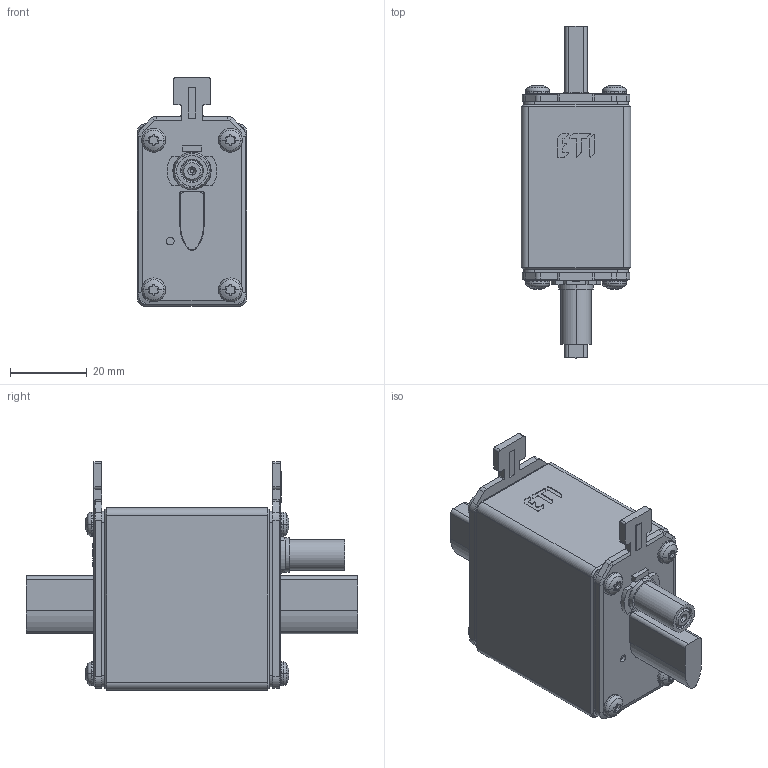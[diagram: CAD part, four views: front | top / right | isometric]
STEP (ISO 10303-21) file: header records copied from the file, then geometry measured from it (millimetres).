
FILE_DESCRIPTION((''),'2;1');
FILE_NAME('004110101_ASM','2022-08-09T13:01:04',('said.beganovic'),('Audax d.o.o.'),'CREO PARAMETRIC BY PTC INC, 2021304','CREO PARAMETRIC BY PTC INC, 2021304','');
FILE_SCHEMA(('AUTOMOTIVE_DESIGN { 1 0 10303 214 1 1 1 1 }'));
Length unit declared in the file: millimetre
Products named in the file (15): 0000029255; 0000022536; 0000024760; 0000011402; 0000024340; 0000024239; 0000024819_ASM; 0000024321; 0000024799_ASM; 0000031297; 0000024921; 0000024901; 0000024859; 0000011599; 004110101_ASM
Assembly tree (23 placements, depth 3):
  004110101_ASM
    0000029255
    0000022536  x2
    0000024760
    0000011402
    0000024819_ASM
      0000024340
      0000024239
    0000024799_ASM
      0000024321
      0000024239
    0000031297  x8
    0000024921
    0000024901
    0000024859
    0000011599
Bounding box: 28.5 x 86.5 x 59.5 mm (x, y, z)
Volume: 72714.9 mm3; surface area: 28923.5 mm2
Topology: 21 solids, 37 shells, 1268 faces, 3140 edges, 1938 vertices
Faces by surface type: cylinder 562, plane 558, cone 60, torus 54, bspline 18, sphere 16
Entity records: 33052 total; most frequent: CARTESIAN_POINT 3822, DIRECTION 3518, ORIENTED_EDGE 3144, PRESENTATION_STYLE_ASSIGNMENT 2247, STYLED_ITEM 2196, CURVE_STYLE 1590, EDGE_CURVE 1590, AXIS2_PLACEMENT_3D 1308
